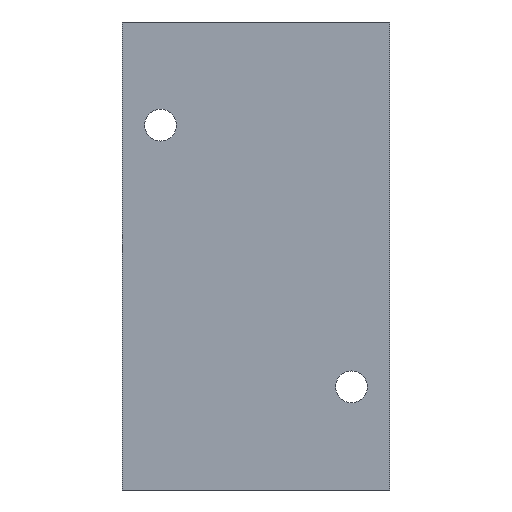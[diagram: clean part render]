
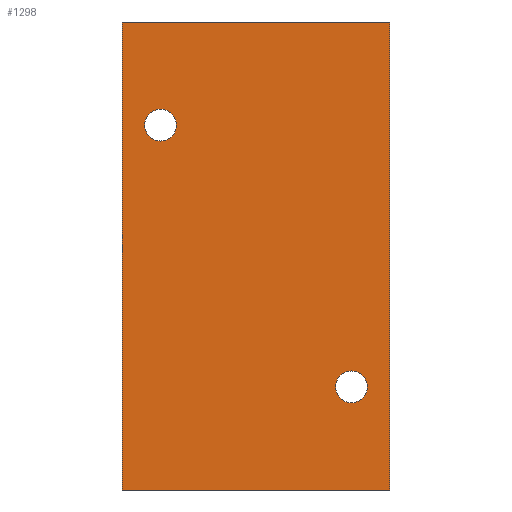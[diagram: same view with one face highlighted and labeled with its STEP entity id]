
A CAD part, front view. The second image highlights one B-rep face of the part: STEP entity #1298.
In plain terms, the highlighted planar face has unit normal (0, -1, 0).
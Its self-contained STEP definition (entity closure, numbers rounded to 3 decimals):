
#10 = ORIENTED_EDGE ( 'NONE', *, *, #111, .F. ) ;
#48 = EDGE_CURVE ( 'NONE', #1738, #1620, #510, .T. ) ;
#64 = DIRECTION ( 'NONE',  ( 0., 0., -1. ) ) ;
#91 = AXIS2_PLACEMENT_3D ( 'NONE', #430, #1551, #133 ) ;
#111 = EDGE_CURVE ( 'NONE', #913, #791, #1316, .T. ) ;
#133 = DIRECTION ( 'NONE',  ( 0., 0., -1. ) ) ;
#147 = FACE_OUTER_BOUND ( 'NONE', #1368, .T. ) ;
#159 = CARTESIAN_POINT ( 'NONE',  ( -43.5, -30., -76. ) ) ;
#205 = AXIS2_PLACEMENT_3D ( 'NONE', #985, #851, #844 ) ;
#210 = ORIENTED_EDGE ( 'NONE', *, *, #48, .F. ) ;
#239 = CARTESIAN_POINT ( 'NONE',  ( -31., -30., 37.35 ) ) ;
#280 = FACE_BOUND ( 'NONE', #1172, .T. ) ;
#283 = DIRECTION ( 'NONE',  ( 0., 0., -1. ) ) ;
#359 = DIRECTION ( 'NONE',  ( 0., 0., -1. ) ) ;
#381 = DIRECTION ( 'NONE',  ( 0., 0., -1. ) ) ;
#413 = ORIENTED_EDGE ( 'NONE', *, *, #515, .F. ) ;
#418 = CARTESIAN_POINT ( 'NONE',  ( -43.5, -30., -76. ) ) ;
#430 = CARTESIAN_POINT ( 'NONE',  ( -31., -30., 42.5 ) ) ;
#504 = CIRCLE ( 'NONE', #91, 5.15 ) ;
#510 = LINE ( 'NONE', #1380, #1142 ) ;
#515 = EDGE_CURVE ( 'NONE', #791, #913, #833, .T. ) ;
#544 = CARTESIAN_POINT ( 'NONE',  ( -43.5, -30., 76. ) ) ;
#563 = CARTESIAN_POINT ( 'NONE',  ( 43.5, -30., 76. ) ) ;
#564 = EDGE_CURVE ( 'NONE', #1105, #642, #1236, .T. ) ;
#577 = EDGE_CURVE ( 'NONE', #1105, #1738, #941, .T. ) ;
#607 = CARTESIAN_POINT ( 'NONE',  ( 31., -30., -37.35 ) ) ;
#642 = VERTEX_POINT ( 'NONE', #418 ) ;
#662 = CIRCLE ( 'NONE', #1696, 5.15 ) ;
#678 = CARTESIAN_POINT ( 'NONE',  ( 31., -30., -42.5 ) ) ;
#720 = FACE_BOUND ( 'NONE', #1565, .T. ) ;
#748 = ORIENTED_EDGE ( 'NONE', *, *, #1374, .F. ) ;
#767 = CARTESIAN_POINT ( 'NONE',  ( -31., -30., 47.65 ) ) ;
#777 = VECTOR ( 'NONE', #359, 1000. ) ;
#785 = VECTOR ( 'NONE', #1016, 1000. ) ;
#791 = VERTEX_POINT ( 'NONE', #607 ) ;
#807 = DIRECTION ( 'NONE',  ( 0., 0., -1. ) ) ;
#817 = ORIENTED_EDGE ( 'NONE', *, *, #1806, .T. ) ;
#833 = CIRCLE ( 'NONE', #1419, 5.15 ) ;
#844 = DIRECTION ( 'NONE',  ( 0., 0., 1. ) ) ;
#851 = DIRECTION ( 'NONE',  ( 0., 1., 0. ) ) ;
#886 = ORIENTED_EDGE ( 'NONE', *, *, #564, .T. ) ;
#913 = VERTEX_POINT ( 'NONE', #1619 ) ;
#941 = LINE ( 'NONE', #1381, #1628 ) ;
#985 = CARTESIAN_POINT ( 'NONE',  ( -43.5, -30., 76. ) ) ;
#992 = CARTESIAN_POINT ( 'NONE',  ( -31., -30., 42.5 ) ) ;
#1016 = DIRECTION ( 'NONE',  ( 1., 0., 0. ) ) ;
#1105 = VERTEX_POINT ( 'NONE', #1776 ) ;
#1142 = VECTOR ( 'NONE', #64, 1000. ) ;
#1172 = EDGE_LOOP ( 'NONE', ( #748, #1613 ) ) ;
#1224 = DIRECTION ( 'NONE',  ( 1., 0., 0. ) ) ;
#1236 = LINE ( 'NONE', #544, #777 ) ;
#1238 = EDGE_CURVE ( 'NONE', #1830, #1357, #504, .T. ) ;
#1298 = ADVANCED_FACE ( 'NONE', ( #147, #280, #720 ), #1428, .F. ) ;
#1308 = LINE ( 'NONE', #159, #785 ) ;
#1316 = CIRCLE ( 'NONE', #1376, 5.15 ) ;
#1357 = VERTEX_POINT ( 'NONE', #239 ) ;
#1368 = EDGE_LOOP ( 'NONE', ( #817, #210, #1808, #886 ) ) ;
#1374 = EDGE_CURVE ( 'NONE', #1357, #1830, #662, .T. ) ;
#1376 = AXIS2_PLACEMENT_3D ( 'NONE', #1391, #1528, #283 ) ;
#1380 = CARTESIAN_POINT ( 'NONE',  ( 43.5, -30., 76. ) ) ;
#1381 = CARTESIAN_POINT ( 'NONE',  ( -43.5, -30., 76. ) ) ;
#1391 = CARTESIAN_POINT ( 'NONE',  ( 31., -30., -42.5 ) ) ;
#1419 = AXIS2_PLACEMENT_3D ( 'NONE', #678, #1802, #807 ) ;
#1428 = PLANE ( 'NONE',  #205 ) ;
#1528 = DIRECTION ( 'NONE',  ( 0., -1., 0. ) ) ;
#1551 = DIRECTION ( 'NONE',  ( 0., -1., 0. ) ) ;
#1565 = EDGE_LOOP ( 'NONE', ( #10, #413 ) ) ;
#1613 = ORIENTED_EDGE ( 'NONE', *, *, #1238, .F. ) ;
#1619 = CARTESIAN_POINT ( 'NONE',  ( 31., -30., -47.65 ) ) ;
#1620 = VERTEX_POINT ( 'NONE', #1824 ) ;
#1628 = VECTOR ( 'NONE', #1224, 1000. ) ;
#1662 = DIRECTION ( 'NONE',  ( 0., -1., 0. ) ) ;
#1696 = AXIS2_PLACEMENT_3D ( 'NONE', #992, #1662, #381 ) ;
#1738 = VERTEX_POINT ( 'NONE', #563 ) ;
#1776 = CARTESIAN_POINT ( 'NONE',  ( -43.5, -30., 76. ) ) ;
#1802 = DIRECTION ( 'NONE',  ( 0., -1., 0. ) ) ;
#1806 = EDGE_CURVE ( 'NONE', #642, #1620, #1308, .T. ) ;
#1808 = ORIENTED_EDGE ( 'NONE', *, *, #577, .F. ) ;
#1824 = CARTESIAN_POINT ( 'NONE',  ( 43.5, -30., -76. ) ) ;
#1830 = VERTEX_POINT ( 'NONE', #767 ) ;
